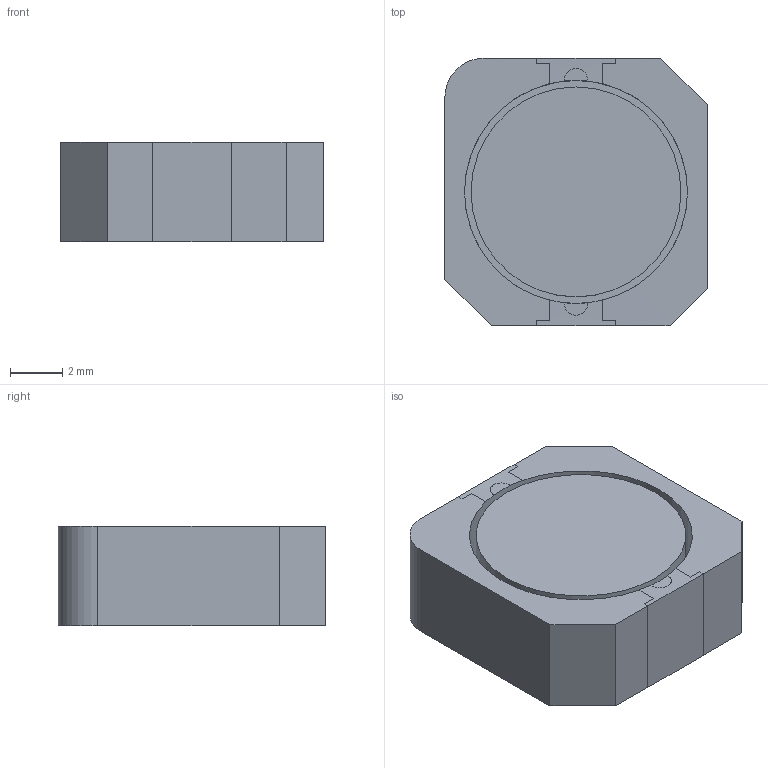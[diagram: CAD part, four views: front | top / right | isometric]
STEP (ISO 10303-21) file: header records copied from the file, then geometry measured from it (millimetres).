
FILE_DESCRIPTION (( 'STEP AP214' ), '1' );
FILE_NAME ('5DDE4F14-332D-4381-97BF-464E00E0EE20.STEP', '2008-03-14T00:37:23', ( 'SysAdmin' ), ( 'SolidWorks' ), 'SwSTEP 2.0', 'SolidWorks 2008', '' );
FILE_SCHEMA (( 'AUTOMOTIVE_DESIGN' ));
Length unit declared in the file: millimetre
Products named in the file (1): 5DDE4F14-332D-4381-97BF-464E00E0EE20
Bounding box: 10 x 10.21 x 3.81 mm (x, y, z)
Volume: 357.4 mm3; surface area: 438.7 mm2
Topology: 1 solids, 1 shells, 31 faces, 88 edges, 60 vertices
Faces by surface type: plane 26, cylinder 5
Entity records: 1209 total; most frequent: CARTESIAN_POINT 280, ORIENTED_EDGE 176, DIRECTION 150, EDGE_CURVE 88, VERTEX_POINT 60, VECTOR 58, LINE 58, AXIS2_PLACEMENT_3D 46
